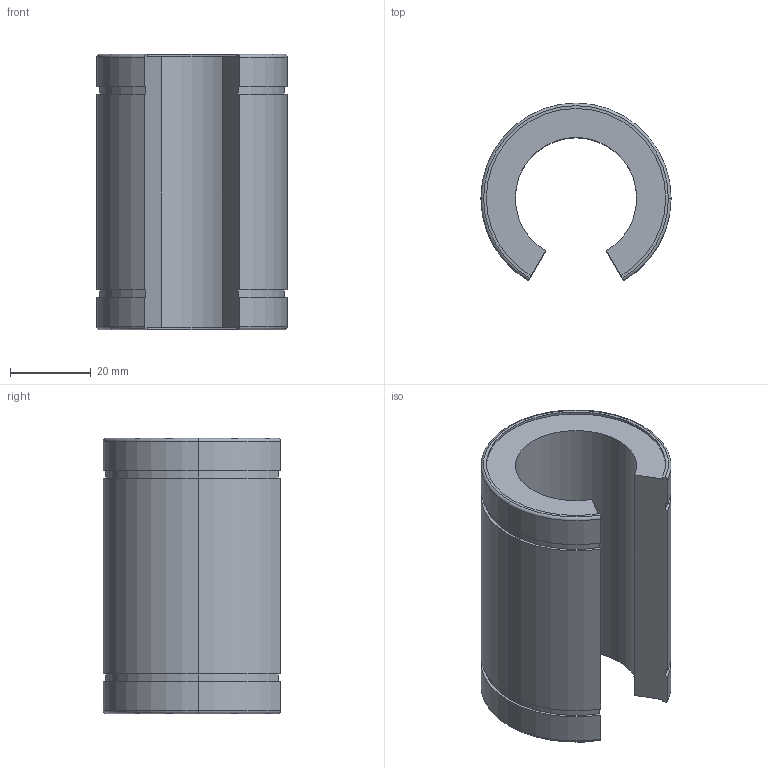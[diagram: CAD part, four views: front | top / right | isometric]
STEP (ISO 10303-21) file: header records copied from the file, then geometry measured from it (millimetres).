
FILE_DESCRIPTION (( 'STEP AP214' ), '1' );
FILE_NAME ('LME30UUOP-Rollco.step', '2024-02-16T08:35:20', ( '' ), ( '' ), 'SwSTEP 2.0', 'SolidWorks 2010', '' );
FILE_SCHEMA (( 'AUTOMOTIVE_DESIGN' ));
Length unit declared in the file: millimetre
Products named in the file (1): LME30UUOP-Rollco
Bounding box: 47 x 43.85 x 68 mm (x, y, z)
Volume: 57061.4 mm3; surface area: 16843.1 mm2
Topology: 1 solids, 1 shells, 40 faces, 110 edges, 72 vertices
Faces by surface type: cylinder 24, plane 10, torus 6
Entity records: 1569 total; most frequent: DIRECTION 254, CARTESIAN_POINT 223, ORIENTED_EDGE 220, EDGE_CURVE 110, AXIS2_PLACEMENT_3D 103, VERTEX_POINT 72, CIRCLE 62, VECTOR 48
